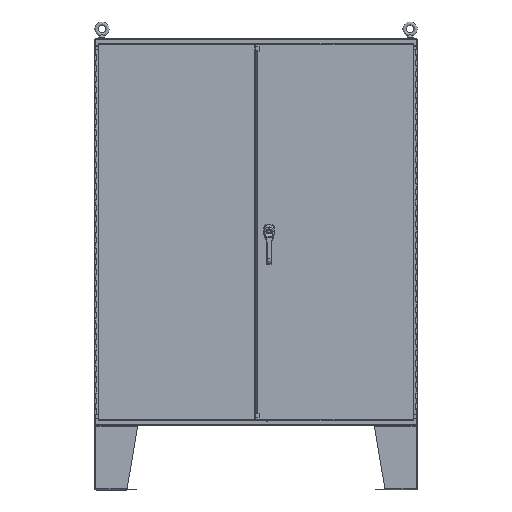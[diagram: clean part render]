
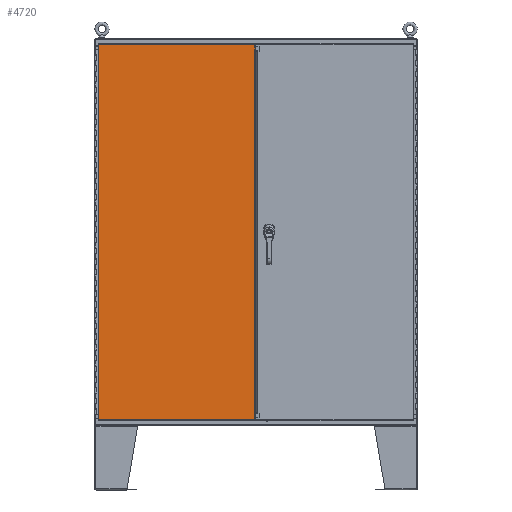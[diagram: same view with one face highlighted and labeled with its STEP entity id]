
A CAD part, top view. The second image highlights one B-rep face of the part: STEP entity #4720.
In plain terms, the highlighted planar face has unit normal (0, 0, 1).
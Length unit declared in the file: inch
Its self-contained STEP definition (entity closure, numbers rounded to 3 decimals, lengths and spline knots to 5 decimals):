
#383 = ORIENTED_EDGE ( 'NONE', *, *, #81280, .F. ) ;
#597 = VERTEX_POINT ( 'NONE', #47571 ) ;
#1632 = VERTEX_POINT ( 'NONE', #52666 ) ;
#1717 = CARTESIAN_POINT ( 'NONE',  ( 0.64642, 70.9376, 11.16033 ) ) ;
#3001 = VERTEX_POINT ( 'NONE', #79847 ) ;
#3158 = VERTEX_POINT ( 'NONE', #88244 ) ;
#4557 = DIRECTION ( 'NONE',  ( 0., 1., 0. ) ) ;
#4720 = ADVANCED_FACE ( 'NONE', ( #80850 ), #36786, .F. ) ;
#7753 = VECTOR ( 'NONE', #63998, 39.37008 ) ;
#8324 = EDGE_CURVE ( 'NONE', #71418, #1632, #11340, .T. ) ;
#8585 = EDGE_CURVE ( 'NONE', #75548, #3001, #77360, .T. ) ;
#9441 = VERTEX_POINT ( 'NONE', #44756 ) ;
#9452 = CARTESIAN_POINT ( 'NONE',  ( 15.14647, 1., 11.16033 ) ) ;
#10142 = DIRECTION ( 'NONE',  ( 0., 1., 0. ) ) ;
#11340 = LINE ( 'NONE', #81690, #72974 ) ;
#13522 = LINE ( 'NONE', #88087, #62146 ) ;
#16108 = CARTESIAN_POINT ( 'NONE',  ( 29.74002, 70.09385, 11.16033 ) ) ;
#16408 = LINE ( 'NONE', #57117, #7753 ) ;
#17409 = CARTESIAN_POINT ( 'NONE',  ( 0.64642, 35.9688, 11.16033 ) ) ;
#17703 = DIRECTION ( 'NONE',  ( -1., 0., 0. ) ) ;
#18710 = DIRECTION ( 'NONE',  ( 0., -1., 0. ) ) ;
#19899 = VECTOR ( 'NONE', #10142, 39.37008 ) ;
#22056 = LINE ( 'NONE', #17409, #19899 ) ;
#22259 = VERTEX_POINT ( 'NONE', #75104 ) ;
#22510 = EDGE_CURVE ( 'NONE', #25833, #75548, #42424, .T. ) ;
#25342 = LINE ( 'NONE', #25654, #78277 ) ;
#25654 = CARTESIAN_POINT ( 'NONE',  ( 29.77147, 35.9688, 11.16033 ) ) ;
#25833 = VERTEX_POINT ( 'NONE', #1717 ) ;
#26722 = ORIENTED_EDGE ( 'NONE', *, *, #8324, .F. ) ;
#29967 = EDGE_CURVE ( 'NONE', #51627, #36747, #82508, .T. ) ;
#30105 = CARTESIAN_POINT ( 'NONE',  ( 15.14647, 35.9688, 11.16033 ) ) ;
#30974 = LINE ( 'NONE', #9452, #33130 ) ;
#31773 = DIRECTION ( 'NONE',  ( 0., -1., 0. ) ) ;
#33130 = VECTOR ( 'NONE', #50597, 39.37008 ) ;
#33912 = VECTOR ( 'NONE', #4557, 39.37008 ) ;
#36747 = VERTEX_POINT ( 'NONE', #67524 ) ;
#36786 = PLANE ( 'NONE',  #83721 ) ;
#38584 = CARTESIAN_POINT ( 'NONE',  ( 29.77147, 70.9376, 11.16033 ) ) ;
#38778 = CARTESIAN_POINT ( 'NONE',  ( 29.74002, 70.09385, 11.16033 ) ) ;
#39561 = CARTESIAN_POINT ( 'NONE',  ( 29.77147, 35.9688, 11.16033 ) ) ;
#42424 = LINE ( 'NONE', #50345, #66244 ) ;
#42501 = DIRECTION ( 'NONE',  ( 0., 0., -1. ) ) ;
#44244 = LINE ( 'NONE', #55386, #71257 ) ;
#44756 = CARTESIAN_POINT ( 'NONE',  ( 0.64642, 1., 11.16033 ) ) ;
#46685 = DIRECTION ( 'NONE',  ( 0., -1., 0. ) ) ;
#47571 = CARTESIAN_POINT ( 'NONE',  ( 29.77147, 1.84355, 11.16033 ) ) ;
#47647 = ORIENTED_EDGE ( 'NONE', *, *, #84184, .T. ) ;
#49776 = DIRECTION ( 'NONE',  ( 1., 0., 0. ) ) ;
#50345 = CARTESIAN_POINT ( 'NONE',  ( 15.14647, 70.9376, 11.16033 ) ) ;
#50597 = DIRECTION ( 'NONE',  ( -1., 0., 0. ) ) ;
#51627 = VERTEX_POINT ( 'NONE', #16108 ) ;
#52023 = CARTESIAN_POINT ( 'NONE',  ( 29.74002, 1.84355, 11.16033 ) ) ;
#52666 = CARTESIAN_POINT ( 'NONE',  ( 29.74022, 1.84375, 11.16033 ) ) ;
#52875 = EDGE_CURVE ( 'NONE', #597, #22259, #25342, .T. ) ;
#53387 = ORIENTED_EDGE ( 'NONE', *, *, #29967, .T. ) ;
#53411 = EDGE_CURVE ( 'NONE', #36747, #3001, #85820, .T. ) ;
#55386 = CARTESIAN_POINT ( 'NONE',  ( 29.77147, 1.84355, 11.16033 ) ) ;
#57117 = CARTESIAN_POINT ( 'NONE',  ( 29.74002, 1.84375, 11.16033 ) ) ;
#60371 = EDGE_CURVE ( 'NONE', #62835, #3158, #13522, .T. ) ;
#61180 = DIRECTION ( 'NONE',  ( 1., 0., 0. ) ) ;
#62146 = VECTOR ( 'NONE', #79995, 39.37008 ) ;
#62361 = CARTESIAN_POINT ( 'NONE',  ( 29.74022, 70.09385, 11.16033 ) ) ;
#62835 = VERTEX_POINT ( 'NONE', #52023 ) ;
#63179 = DIRECTION ( 'NONE',  ( -1., 0., 0. ) ) ;
#63998 = DIRECTION ( 'NONE',  ( 1., 0., 0. ) ) ;
#66244 = VECTOR ( 'NONE', #49776, 39.37008 ) ;
#66340 = EDGE_CURVE ( 'NONE', #3158, #1632, #16408, .T. ) ;
#67524 = CARTESIAN_POINT ( 'NONE',  ( 29.74002, 70.09405, 11.16033 ) ) ;
#67633 = EDGE_CURVE ( 'NONE', #597, #62835, #44244, .T. ) ;
#67693 = EDGE_LOOP ( 'NONE', ( #78685, #76204, #26722, #47647, #53387, #71235, #68197, #73183, #83446, #383, #80958, #75107 ) ) ;
#68197 = ORIENTED_EDGE ( 'NONE', *, *, #8585, .F. ) ;
#69700 = VECTOR ( 'NONE', #18710, 39.37008 ) ;
#70545 = DIRECTION ( 'NONE',  ( 1., 0., 0. ) ) ;
#71235 = ORIENTED_EDGE ( 'NONE', *, *, #53411, .T. ) ;
#71257 = VECTOR ( 'NONE', #63179, 39.37008 ) ;
#71418 = VERTEX_POINT ( 'NONE', #62361 ) ;
#72545 = VECTOR ( 'NONE', #17703, 39.37008 ) ;
#72974 = VECTOR ( 'NONE', #46685, 39.37008 ) ;
#73183 = ORIENTED_EDGE ( 'NONE', *, *, #22510, .F. ) ;
#75104 = CARTESIAN_POINT ( 'NONE',  ( 29.77147, 1., 11.16033 ) ) ;
#75107 = ORIENTED_EDGE ( 'NONE', *, *, #67633, .T. ) ;
#75432 = EDGE_CURVE ( 'NONE', #9441, #25833, #22056, .T. ) ;
#75548 = VERTEX_POINT ( 'NONE', #38584 ) ;
#75969 = CARTESIAN_POINT ( 'NONE',  ( 29.74002, 70.09405, 11.16033 ) ) ;
#76204 = ORIENTED_EDGE ( 'NONE', *, *, #66340, .T. ) ;
#77198 = VECTOR ( 'NONE', #61180, 39.37008 ) ;
#77360 = LINE ( 'NONE', #39561, #69700 ) ;
#78277 = VECTOR ( 'NONE', #31773, 39.37008 ) ;
#78685 = ORIENTED_EDGE ( 'NONE', *, *, #60371, .T. ) ;
#79847 = CARTESIAN_POINT ( 'NONE',  ( 29.77147, 70.09405, 11.16033 ) ) ;
#79995 = DIRECTION ( 'NONE',  ( 0., 1., 0. ) ) ;
#80211 = CARTESIAN_POINT ( 'NONE',  ( 29.77147, 70.09385, 11.16033 ) ) ;
#80850 = FACE_OUTER_BOUND ( 'NONE', #67693, .T. ) ;
#80958 = ORIENTED_EDGE ( 'NONE', *, *, #52875, .F. ) ;
#81245 = LINE ( 'NONE', #80211, #72545 ) ;
#81280 = EDGE_CURVE ( 'NONE', #22259, #9441, #30974, .T. ) ;
#81690 = CARTESIAN_POINT ( 'NONE',  ( 29.74022, 35.9688, 11.16033 ) ) ;
#82508 = LINE ( 'NONE', #38778, #33912 ) ;
#83446 = ORIENTED_EDGE ( 'NONE', *, *, #75432, .F. ) ;
#83721 = AXIS2_PLACEMENT_3D ( 'NONE', #30105, #42501, #70545 ) ;
#84184 = EDGE_CURVE ( 'NONE', #71418, #51627, #81245, .T. ) ;
#85820 = LINE ( 'NONE', #75969, #77198 ) ;
#88087 = CARTESIAN_POINT ( 'NONE',  ( 29.74002, 1.84355, 11.16033 ) ) ;
#88244 = CARTESIAN_POINT ( 'NONE',  ( 29.74002, 1.84375, 11.16033 ) ) ;
